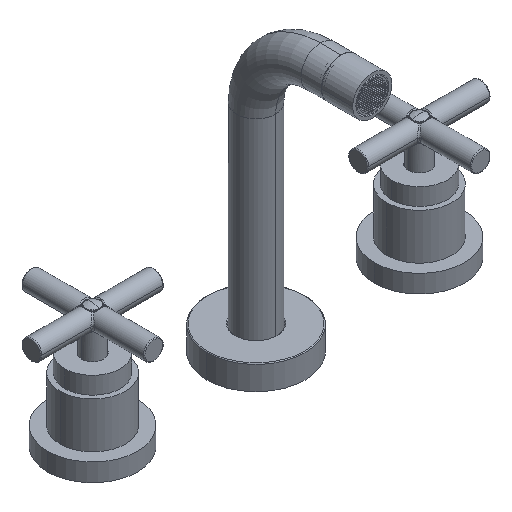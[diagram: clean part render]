
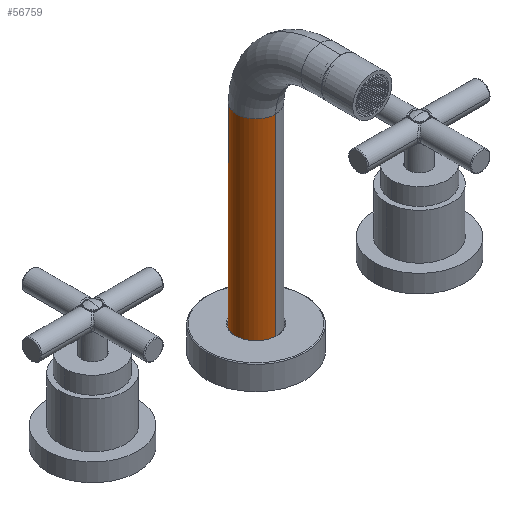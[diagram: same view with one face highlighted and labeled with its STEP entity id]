
A CAD part, isometric view. The second image highlights one B-rep face of the part: STEP entity #56759.
In plain terms, the highlighted cylindrical face has radius 12 mm (diameter 24 mm), a partial arc.
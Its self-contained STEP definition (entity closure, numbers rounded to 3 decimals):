
#40589=DIRECTION('',(0.,0.,1.));
#40590=VECTOR('',#40589,131.9);
#40591=CARTESIAN_POINT('',(0.,-12.,31.6));
#40592=LINE('',#40591,#40590);
#40593=CARTESIAN_POINT('',(0.,0.,31.6));
#40594=DIRECTION('',(0.,0.,1.));
#40595=DIRECTION('',(0.,1.,0.));
#40596=AXIS2_PLACEMENT_3D('',#40593,#40594,#40595);
#40598=DIRECTION('',(0.,0.,1.));
#40599=VECTOR('',#40598,131.9);
#40600=CARTESIAN_POINT('',(0.,12.,31.6));
#40601=LINE('',#40600,#40599);
#40602=CARTESIAN_POINT('',(0.,0.,163.5));
#40603=DIRECTION('',(0.,0.,1.));
#40604=DIRECTION('',(0.,1.,0.));
#40605=AXIS2_PLACEMENT_3D('',#40602,#40603,#40604);
#49084=CARTESIAN_POINT('',(0.,-12.,163.5));
#49085=CARTESIAN_POINT('',(0.,12.,163.5));
#49086=VERTEX_POINT('',#49084);
#49087=VERTEX_POINT('',#49085);
#49116=CARTESIAN_POINT('',(0.,-12.,31.6));
#49117=CARTESIAN_POINT('',(0.,12.,31.6));
#49118=VERTEX_POINT('',#49116);
#49119=VERTEX_POINT('',#49117);
#56747=CARTESIAN_POINT('',(0.,0.,28.));
#56748=DIRECTION('',(0.,0.,1.));
#56749=DIRECTION('',(0.,-1.,0.));
#56750=AXIS2_PLACEMENT_3D('',#56747,#56748,#56749);
#56751=CYLINDRICAL_SURFACE('',#56750,12.);
#56752=ORIENTED_EDGE('',*,*,#56729,.F.);
#56753=ORIENTED_EDGE('',*,*,#56711,.T.);
#56755=ORIENTED_EDGE('',*,*,#56754,.T.);
#56756=ORIENTED_EDGE('',*,*,#56708,.F.);
#56757=EDGE_LOOP('',(#56752,#56753,#56755,#56756));
#56758=FACE_OUTER_BOUND('',#56757,.F.);
#56759=ADVANCED_FACE('',(#56758),#56751,.T.);
#40597=CIRCLE('',#40596,12.);
#40606=CIRCLE('',#40605,12.);
#56708=EDGE_CURVE('',#49118,#49086,#40592,.T.);
#56711=EDGE_CURVE('',#49119,#49087,#40601,.T.);
#56729=EDGE_CURVE('',#49119,#49118,#40597,.T.);
#56754=EDGE_CURVE('',#49087,#49086,#40606,.T.);
